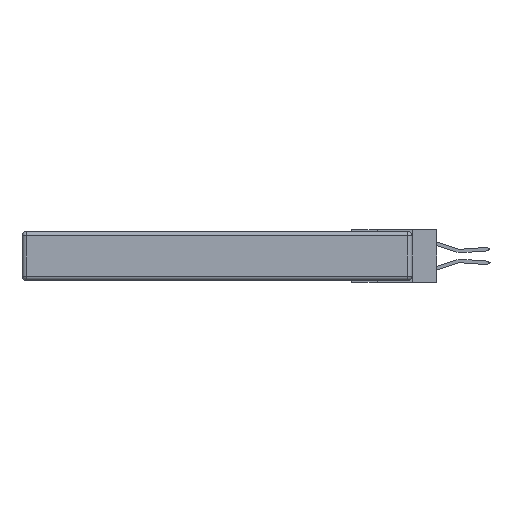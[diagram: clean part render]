
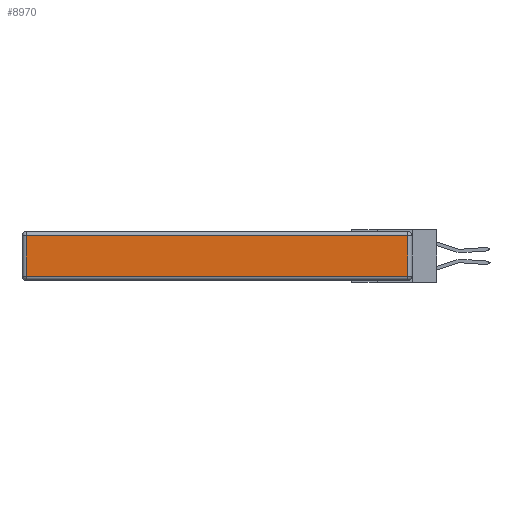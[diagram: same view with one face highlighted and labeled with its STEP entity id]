
A CAD part, left-side view. The second image highlights one B-rep face of the part: STEP entity #8970.
In plain terms, the highlighted planar face has unit normal (-1, 0, 0).
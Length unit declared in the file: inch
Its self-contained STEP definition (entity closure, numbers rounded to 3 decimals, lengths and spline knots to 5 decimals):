
#1288 = LINE ( 'NONE', #12042, #11942 ) ;
#1337 = DIRECTION ( 'NONE',  ( -1., 0., 0. ) ) ;
#2461 = CARTESIAN_POINT ( 'NONE',  ( 0., 2.72, -0.03 ) ) ;
#3081 = VECTOR ( 'NONE', #14227, 39.37008 ) ;
#3118 = LINE ( 'NONE', #10893, #10709 ) ;
#3202 = CARTESIAN_POINT ( 'NONE',  ( 0., 2.75, -0.03 ) ) ;
#3316 = EDGE_CURVE ( 'NONE', #5861, #8969, #6346, .T. ) ;
#4581 = DIRECTION ( 'NONE',  ( 0., 0., 1. ) ) ;
#4847 = CARTESIAN_POINT ( 'NONE',  ( 0., 0., -0.313 ) ) ;
#5502 = DIRECTION ( 'NONE',  ( 0., 0., 1. ) ) ;
#5861 = VERTEX_POINT ( 'NONE', #8456 ) ;
#5927 = LINE ( 'NONE', #4847, #11820 ) ;
#6346 = LINE ( 'NONE', #3202, #3081 ) ;
#6469 = ORIENTED_EDGE ( 'NONE', *, *, #8858, .T. ) ;
#6615 = DIRECTION ( 'NONE',  ( 0., 0., -1. ) ) ;
#6634 = ORIENTED_EDGE ( 'NONE', *, *, #12248, .T. ) ;
#6908 = VERTEX_POINT ( 'NONE', #12346 ) ;
#7019 = EDGE_CURVE ( 'NONE', #7220, #6908, #5927, .T. ) ;
#7220 = VERTEX_POINT ( 'NONE', #10211 ) ;
#7790 = PLANE ( 'NONE',  #10203 ) ;
#8456 = CARTESIAN_POINT ( 'NONE',  ( 0., 0.03, -0.03 ) ) ;
#8858 = EDGE_CURVE ( 'NONE', #6908, #5861, #1288, .T. ) ;
#8969 = VERTEX_POINT ( 'NONE', #2461 ) ;
#8970 = ADVANCED_FACE ( 'NONE', ( #12280 ), #7790, .T. ) ;
#9331 = DIRECTION ( 'NONE',  ( 0., -1., 0. ) ) ;
#10089 = CARTESIAN_POINT ( 'NONE',  ( 0., 0., -0.343 ) ) ;
#10203 = AXIS2_PLACEMENT_3D ( 'NONE', #10089, #1337, #4581 ) ;
#10211 = CARTESIAN_POINT ( 'NONE',  ( 0., 2.72, -0.313 ) ) ;
#10521 = EDGE_LOOP ( 'NONE', ( #12520, #6469, #12856, #6634 ) ) ;
#10709 = VECTOR ( 'NONE', #6615, 39.37008 ) ;
#10893 = CARTESIAN_POINT ( 'NONE',  ( 0., 2.72, -0.343 ) ) ;
#11820 = VECTOR ( 'NONE', #9331, 39.37008 ) ;
#11942 = VECTOR ( 'NONE', #5502, 39.37008 ) ;
#12042 = CARTESIAN_POINT ( 'NONE',  ( 0., 0.03, -0.343 ) ) ;
#12248 = EDGE_CURVE ( 'NONE', #8969, #7220, #3118, .T. ) ;
#12280 = FACE_OUTER_BOUND ( 'NONE', #10521, .T. ) ;
#12346 = CARTESIAN_POINT ( 'NONE',  ( 0., 0.03, -0.313 ) ) ;
#12520 = ORIENTED_EDGE ( 'NONE', *, *, #7019, .T. ) ;
#12856 = ORIENTED_EDGE ( 'NONE', *, *, #3316, .T. ) ;
#14227 = DIRECTION ( 'NONE',  ( 0., 1., 0. ) ) ;
